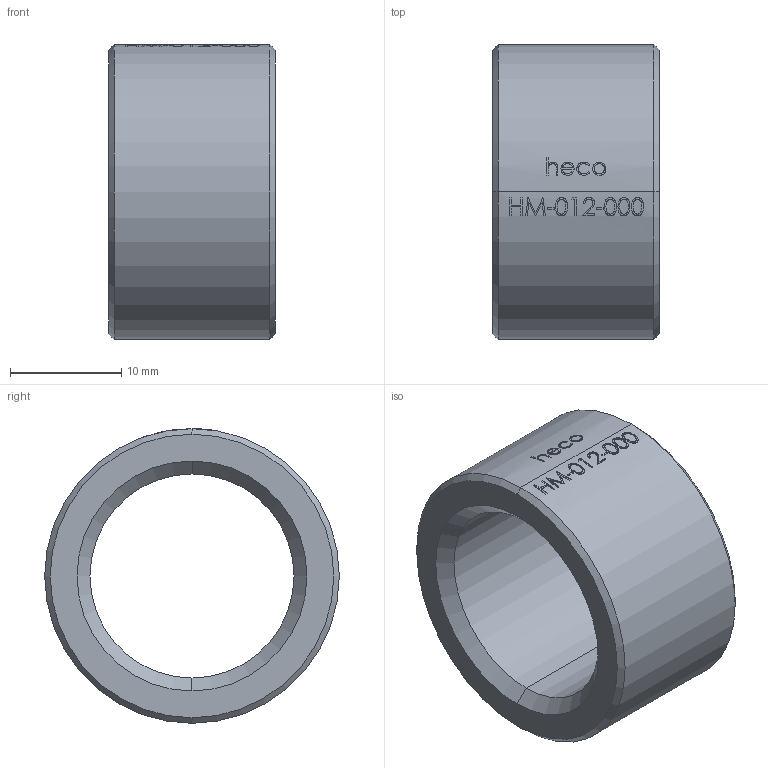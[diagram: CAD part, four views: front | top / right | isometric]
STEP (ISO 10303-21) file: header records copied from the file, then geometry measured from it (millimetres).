
FILE_DESCRIPTION (( 'STEP AP214' ), '1' );
FILE_NAME ('HM-012-000-x halbe Muffe heco.STEP', '2018-05-16T11:37:18', ( '' ), ( '' ), 'SwSTEP 2.0', 'SolidWorks 2016', '' );
FILE_SCHEMA (( 'AUTOMOTIVE_DESIGN' ));
Length unit declared in the file: millimetre
Products named in the file (1): HM-012-000-x halbe Muffe heco
Bounding box: 15 x 26.5 x 26.5 mm (x, y, z)
Volume: 4200.4 mm3; surface area: 2566.6 mm2
Topology: 1 solids, 1 shells, 169 faces, 433 edges, 286 vertices
Faces by surface type: bspline 91, plane 46, cylinder 24, cone 8
Entity records: 15589 total; most frequent: CARTESIAN_POINT 10589, ORIENTED_EDGE 866, EDGE_CURVE 433, DIRECTION 358, VERTEX_POINT 286, B_SPLINE_CURVE_WITH_KNOTS 285, EDGE_LOOP 191, ADVANCED_FACE 169
